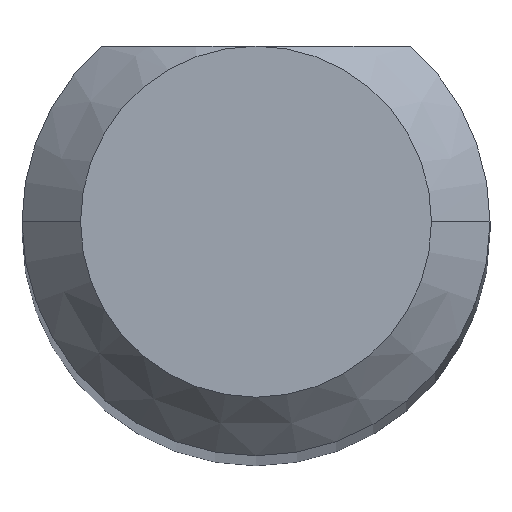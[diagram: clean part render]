
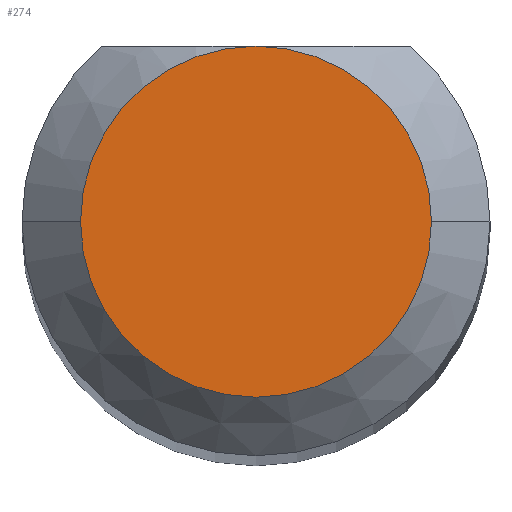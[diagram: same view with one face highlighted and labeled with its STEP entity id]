
A CAD part, top view. The second image highlights one B-rep face of the part: STEP entity #274.
In plain terms, the highlighted planar face has unit normal (0, 0, 1).
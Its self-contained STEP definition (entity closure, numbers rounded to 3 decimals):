
#22 = VERTEX_POINT ( 'NONE', #231 ) ;
#48 = CIRCLE ( 'NONE', #133, 1.5 ) ;
#63 = CARTESIAN_POINT ( 'NONE',  ( 0., 1.5, 25. ) ) ;
#67 = AXIS2_PLACEMENT_3D ( 'NONE', #304, #136, #340 ) ;
#102 = DIRECTION ( 'NONE',  ( 0., 0., 1. ) ) ;
#103 = ORIENTED_EDGE ( 'NONE', *, *, #294, .T. ) ;
#114 = CARTESIAN_POINT ( 'NONE',  ( 0., 0., 25. ) ) ;
#118 = AXIS2_PLACEMENT_3D ( 'NONE', #216, #184, #159 ) ;
#120 = PLANE ( 'NONE',  #145 ) ;
#125 = FACE_OUTER_BOUND ( 'NONE', #357, .T. ) ;
#133 = AXIS2_PLACEMENT_3D ( 'NONE', #327, #102, #368 ) ;
#136 = DIRECTION ( 'NONE',  ( 0., 0., 1. ) ) ;
#145 = AXIS2_PLACEMENT_3D ( 'NONE', #114, #259, #310 ) ;
#154 = VERTEX_POINT ( 'NONE', #63 ) ;
#159 = DIRECTION ( 'NONE',  ( 1., 0., 0. ) ) ;
#165 = VERTEX_POINT ( 'NONE', #343 ) ;
#173 = ORIENTED_EDGE ( 'NONE', *, *, #364, .T. ) ;
#176 = CIRCLE ( 'NONE', #67, 1.5 ) ;
#177 = ORIENTED_EDGE ( 'NONE', *, *, #301, .T. ) ;
#184 = DIRECTION ( 'NONE',  ( 0., 0., 1. ) ) ;
#216 = CARTESIAN_POINT ( 'NONE',  ( 0., 0., 25. ) ) ;
#231 = CARTESIAN_POINT ( 'NONE',  ( 1.5, 0., 25. ) ) ;
#259 = DIRECTION ( 'NONE',  ( 0., 0., 1. ) ) ;
#274 = ADVANCED_FACE ( 'NONE', ( #125 ), #120, .T. ) ;
#294 = EDGE_CURVE ( 'NONE', #22, #154, #48, .T. ) ;
#301 = EDGE_CURVE ( 'NONE', #165, #22, #323, .T. ) ;
#304 = CARTESIAN_POINT ( 'NONE',  ( 0., 0., 25. ) ) ;
#310 = DIRECTION ( 'NONE',  ( 1., 0., 0. ) ) ;
#323 = CIRCLE ( 'NONE', #118, 1.5 ) ;
#327 = CARTESIAN_POINT ( 'NONE',  ( 0., 0., 25. ) ) ;
#340 = DIRECTION ( 'NONE',  ( 1., 0., 0. ) ) ;
#343 = CARTESIAN_POINT ( 'NONE',  ( -1.5, 0., 25. ) ) ;
#357 = EDGE_LOOP ( 'NONE', ( #173, #177, #103 ) ) ;
#364 = EDGE_CURVE ( 'NONE', #154, #165, #176, .T. ) ;
#368 = DIRECTION ( 'NONE',  ( 1., 0., 0. ) ) ;
